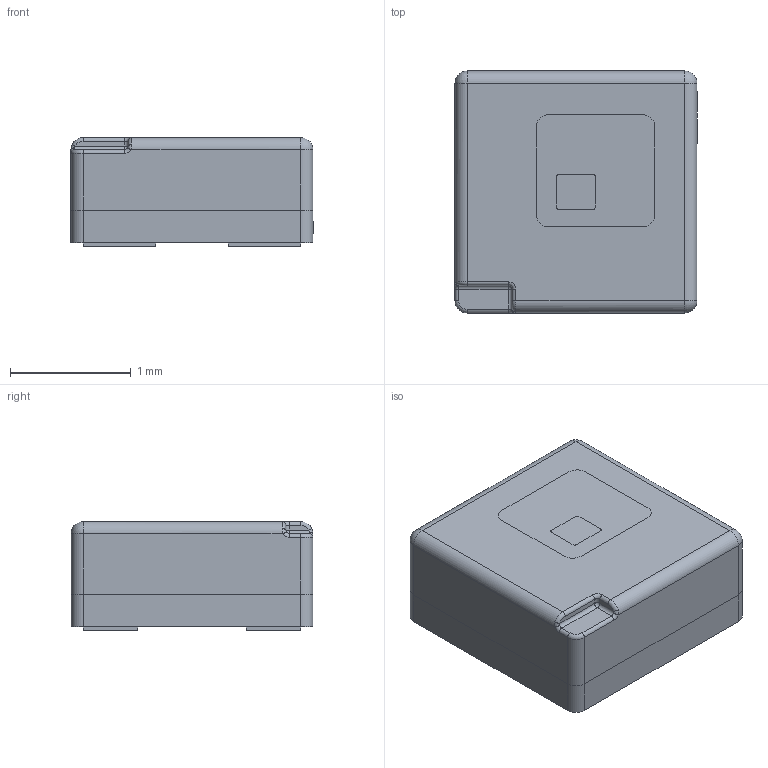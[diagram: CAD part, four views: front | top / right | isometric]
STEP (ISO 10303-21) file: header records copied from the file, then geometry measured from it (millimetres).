
FILE_DESCRIPTION(/* description */ (''),/* implementation_level */ '2;1');
FILE_NAME(/* name */ '1.stp',/* time_stamp */ '2020-06-23T07:50:47+02:00',/* author */ ('k'),/* organization */ (''),/* preprocessor_version */ 'ST-DEVELOPER v15.6',/* originating_system */ 'Autodesk Inventor 2015',/* authorisation */ '');
FILE_SCHEMA (('AUTOMOTIVE_DESIGN { 1 0 10303 214 3 1 1 }'));
Length unit declared in the file: millimetre
Products named in the file (7): 1; 2; 3; 4; 5; Lite-On Logo Adjustable
Bounding box: 2 x 2 x 0.9 mm (x, y, z)
Volume: 3.5 mm3; surface area: 28 mm2
Topology: 14 solids, 14 shells, 177 faces, 420 edges, 272 vertices
Faces by surface type: plane 120, cylinder 31, bspline 16, torus 6, sphere 4
Entity records: 5338 total; most frequent: CARTESIAN_POINT 1114, ORIENTED_EDGE 840, DIRECTION 808, EDGE_CURVE 420, LINE 316, VECTOR 316, VERTEX_POINT 272, AXIS2_PLACEMENT_3D 246
